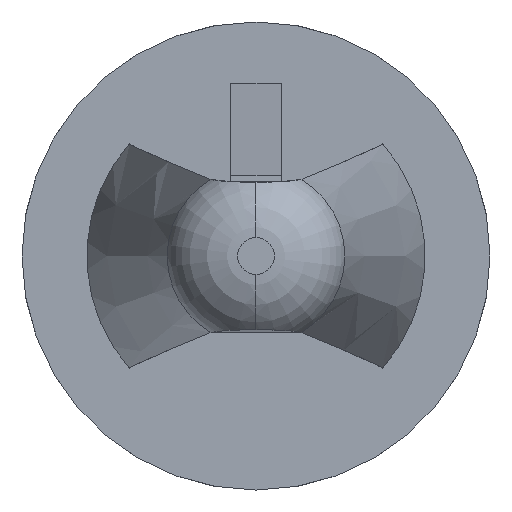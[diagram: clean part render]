
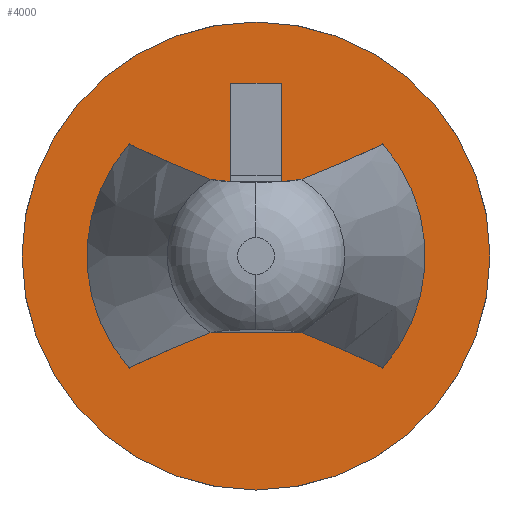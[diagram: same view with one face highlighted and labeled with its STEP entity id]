
A CAD part, left-side view. The second image highlights one B-rep face of the part: STEP entity #4000.
In plain terms, the highlighted planar face has unit normal (-1, 0, 0).
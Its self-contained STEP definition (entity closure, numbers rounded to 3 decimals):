
#26 = AXIS2_PLACEMENT_3D ( 'NONE', #3272, #758, #3699 ) ;
#47 = CARTESIAN_POINT ( 'NONE',  ( -90.141, 202.8, -1.399 ) ) ;
#109 = CARTESIAN_POINT ( 'NONE',  ( -90.141, 200.477, -1.169 ) ) ;
#271 = FACE_BOUND ( 'NONE', #4348, .T. ) ;
#442 = EDGE_CURVE ( 'NONE', #5429, #3368, #5383, .T. ) ;
#631 = CARTESIAN_POINT ( 'NONE',  ( -90.141, 202.646, 1.329 ) ) ;
#715 = CARTESIAN_POINT ( 'NONE',  ( -90.141, 200.526, 1.149 ) ) ;
#748 = ORIENTED_EDGE ( 'NONE', *, *, #442, .F. ) ;
#758 = DIRECTION ( 'NONE',  ( -1., 0., 0. ) ) ;
#779 = DIRECTION ( 'NONE',  ( -1., 0., 0. ) ) ;
#831 = CARTESIAN_POINT ( 'NONE',  ( -90.141, 201.375, 0. ) ) ;
#847 = EDGE_CURVE ( 'NONE', #5136, #5220, #2050, .T. ) ;
#960 = B_SPLINE_CURVE_WITH_KNOTS ( 'NONE', 3,
 ( #715, #3233, #4079, #1563, #4504, #1985, #4922 ),
 .UNSPECIFIED., .F., .F.,
 ( 4, 1, 1, 1, 4 ),
 ( 0.177, 0.185, 0.37, 0.685, 0.692 ),
 .UNSPECIFIED. ) ;
#1017 = DIRECTION ( 'NONE',  ( -1., 0., 0. ) ) ;
#1047 = CARTESIAN_POINT ( 'NONE',  ( -90.141, 202.456, 1.245 ) ) ;
#1341 = AXIS2_PLACEMENT_3D ( 'NONE', #2286, #1017, #3985 ) ;
#1349 = AXIS2_PLACEMENT_3D ( 'NONE', #3297, #779, #3730 ) ;
#1365 = CARTESIAN_POINT ( 'NONE',  ( -90.141, 199.946, -1.4 ) ) ;
#1386 = FACE_OUTER_BOUND ( 'NONE', #3427, .T. ) ;
#1409 = EDGE_CURVE ( 'NONE', #1981, #3886, #4970, .T. ) ;
#1481 = CARTESIAN_POINT ( 'NONE',  ( -90.141, 202.223, 1.149 ) ) ;
#1563 = CARTESIAN_POINT ( 'NONE',  ( -90.141, 200.251, 1.264 ) ) ;
#1574 = CARTESIAN_POINT ( 'NONE',  ( -90.141, 201.375, 3.25 ) ) ;
#1679 = PLANE ( 'NONE',  #2017 ) ;
#1719 = CARTESIAN_POINT ( 'NONE',  ( -90.141, 202.305, -1.181 ) ) ;
#1792 = CIRCLE ( 'NONE', #26, 1.428 ) ;
#1808 = CIRCLE ( 'NONE', #3948, 3.25 ) ;
#1826 = DIRECTION ( 'NONE',  ( -1., 0., 0. ) ) ;
#1877 = EDGE_CURVE ( 'NONE', #2005, #4507, #4417, .T. ) ;
#1969 = CARTESIAN_POINT ( 'NONE',  ( -90.141, 199.946, -1.4 ) ) ;
#1971 = AXIS2_PLACEMENT_3D ( 'NONE', #2007, #4935, #2433 ) ;
#1981 = VERTEX_POINT ( 'NONE', #2087 ) ;
#1985 = CARTESIAN_POINT ( 'NONE',  ( -90.141, 199.949, 1.399 ) ) ;
#2005 = VERTEX_POINT ( 'NONE', #5474 ) ;
#2007 = CARTESIAN_POINT ( 'NONE',  ( -90.141, 201.375, 0. ) ) ;
#2017 = AXIS2_PLACEMENT_3D ( 'NONE', #831, #4607, #2104 ) ;
#2050 = B_SPLINE_CURVE_WITH_KNOTS ( 'NONE', 3,
 ( #2591, #2162, #1719, #5110, #3016, #47, #3426 ),
 .UNSPECIFIED., .F., .F.,
 ( 4, 1, 1, 1, 4 ),
 ( 0.177, 0.185, 0.37, 0.685, 0.692 ),
 .UNSPECIFIED. ) ;
#2087 = CARTESIAN_POINT ( 'NONE',  ( -90.141, 200.526, -1.149 ) ) ;
#2104 = DIRECTION ( 'NONE',  ( 0., 0., -1. ) ) ;
#2115 = CARTESIAN_POINT ( 'NONE',  ( -90.141, 202.223, 1.149 ) ) ;
#2137 = ORIENTED_EDGE ( 'NONE', *, *, #847, .T. ) ;
#2147 = CARTESIAN_POINT ( 'NONE',  ( -90.141, 201.375, -3.25 ) ) ;
#2162 = CARTESIAN_POINT ( 'NONE',  ( -90.141, 202.226, -1.15 ) ) ;
#2183 = EDGE_CURVE ( 'NONE', #2606, #3445, #1808, .T. ) ;
#2194 = ORIENTED_EDGE ( 'NONE', *, *, #2654, .F. ) ;
#2280 = ORIENTED_EDGE ( 'NONE', *, *, #3849, .T. ) ;
#2285 = DIRECTION ( 'NONE',  ( -1., 0., 0. ) ) ;
#2286 = CARTESIAN_POINT ( 'NONE',  ( -90.141, 201.375, 0. ) ) ;
#2433 = DIRECTION ( 'NONE',  ( 0., 0., 1. ) ) ;
#2591 = CARTESIAN_POINT ( 'NONE',  ( -90.141, 202.223, -1.149 ) ) ;
#2606 = VERTEX_POINT ( 'NONE', #1574 ) ;
#2653 = CARTESIAN_POINT ( 'NONE',  ( -90.141, 200.293, -1.245 ) ) ;
#2654 = EDGE_CURVE ( 'NONE', #2005, #5220, #3843, .T. ) ;
#2721 = CIRCLE ( 'NONE', #1971, 3.25 ) ;
#2750 = CARTESIAN_POINT ( 'NONE',  ( -90.141, 202.788, 1.393 ) ) ;
#2868 = CARTESIAN_POINT ( 'NONE',  ( -90.141, 200.526, 1.149 ) ) ;
#2981 = ORIENTED_EDGE ( 'NONE', *, *, #5456, .T. ) ;
#3016 = CARTESIAN_POINT ( 'NONE',  ( -90.141, 202.684, -1.346 ) ) ;
#3037 = ORIENTED_EDGE ( 'NONE', *, *, #1877, .T. ) ;
#3055 = CARTESIAN_POINT ( 'NONE',  ( -90.141, 199.962, -1.393 ) ) ;
#3070 = CARTESIAN_POINT ( 'NONE',  ( -90.141, 200.526, -1.149 ) ) ;
#3107 = ORIENTED_EDGE ( 'NONE', *, *, #1409, .T. ) ;
#3129 = ORIENTED_EDGE ( 'NONE', *, *, #2183, .T. ) ;
#3233 = CARTESIAN_POINT ( 'NONE',  ( -90.141, 200.523, 1.15 ) ) ;
#3272 = CARTESIAN_POINT ( 'NONE',  ( -90.141, 201.375, 0. ) ) ;
#3297 = CARTESIAN_POINT ( 'NONE',  ( -90.141, 201.375, 0. ) ) ;
#3315 = CARTESIAN_POINT ( 'NONE',  ( -90.141, 199.946, 1.4 ) ) ;
#3368 = VERTEX_POINT ( 'NONE', #3315 ) ;
#3426 = CARTESIAN_POINT ( 'NONE',  ( -90.141, 202.803, -1.4 ) ) ;
#3427 = EDGE_LOOP ( 'NONE', ( #3129, #3659 ) ) ;
#3445 = VERTEX_POINT ( 'NONE', #2147 ) ;
#3496 = FACE_BOUND ( 'NONE', #3581, .T. ) ;
#3577 = CARTESIAN_POINT ( 'NONE',  ( -90.141, 202.803, 1.4 ) ) ;
#3581 = EDGE_LOOP ( 'NONE', ( #5168, #3107, #2981, #748 ) ) ;
#3659 = ORIENTED_EDGE ( 'NONE', *, *, #4326, .T. ) ;
#3699 = DIRECTION ( 'NONE',  ( 0., 0., 1. ) ) ;
#3730 = DIRECTION ( 'NONE',  ( 0., 0., 1. ) ) ;
#3771 = B_SPLINE_CURVE_WITH_KNOTS ( 'NONE', 3,
 ( #1365, #3055, #5175, #2653, #109, #3070 ),
 .UNSPECIFIED., .F., .F.,
 ( 4, 1, 1, 4 ),
 ( 0.308, 0.351, 0.701, 0.823 ),
 .UNSPECIFIED. ) ;
#3843 = CIRCLE ( 'NONE', #1349, 2. ) ;
#3849 = EDGE_CURVE ( 'NONE', #4507, #5136, #1792, .T. ) ;
#3886 = VERTEX_POINT ( 'NONE', #2868 ) ;
#3948 = AXIS2_PLACEMENT_3D ( 'NONE', #4786, #2285, #5217 ) ;
#3985 = DIRECTION ( 'NONE',  ( 0., 0., 1. ) ) ;
#4000 = ADVANCED_FACE ( 'NONE', ( #3496, #271, #1386 ), #1679, .F. ) ;
#4002 = CARTESIAN_POINT ( 'NONE',  ( -90.141, 202.272, 1.169 ) ) ;
#4079 = CARTESIAN_POINT ( 'NONE',  ( -90.141, 200.445, 1.181 ) ) ;
#4133 = EDGE_CURVE ( 'NONE', #5429, #1981, #3771, .T. ) ;
#4326 = EDGE_CURVE ( 'NONE', #3445, #2606, #2721, .T. ) ;
#4334 = CARTESIAN_POINT ( 'NONE',  ( -90.141, 201.375, 0. ) ) ;
#4348 = EDGE_LOOP ( 'NONE', ( #2280, #2137, #2194, #3037 ) ) ;
#4417 = B_SPLINE_CURVE_WITH_KNOTS ( 'NONE', 3,
 ( #3577, #2750, #631, #1047, #4002, #1481 ),
 .UNSPECIFIED., .F., .F.,
 ( 4, 1, 1, 4 ),
 ( 0.308, 0.351, 0.701, 0.823 ),
 .UNSPECIFIED. ) ;
#4457 = AXIS2_PLACEMENT_3D ( 'NONE', #4334, #1826, #4771 ) ;
#4504 = CARTESIAN_POINT ( 'NONE',  ( -90.141, 200.065, 1.346 ) ) ;
#4507 = VERTEX_POINT ( 'NONE', #2115 ) ;
#4593 = CARTESIAN_POINT ( 'NONE',  ( -90.141, 202.223, -1.149 ) ) ;
#4607 = DIRECTION ( 'NONE',  ( 1., 0., 0. ) ) ;
#4771 = DIRECTION ( 'NONE',  ( 0., 0., 1. ) ) ;
#4786 = CARTESIAN_POINT ( 'NONE',  ( -90.141, 201.375, 0. ) ) ;
#4922 = CARTESIAN_POINT ( 'NONE',  ( -90.141, 199.946, 1.4 ) ) ;
#4935 = DIRECTION ( 'NONE',  ( -1., 0., 0. ) ) ;
#4970 = CIRCLE ( 'NONE', #1341, 1.428 ) ;
#5062 = CARTESIAN_POINT ( 'NONE',  ( -90.141, 202.803, -1.4 ) ) ;
#5110 = CARTESIAN_POINT ( 'NONE',  ( -90.141, 202.498, -1.264 ) ) ;
#5136 = VERTEX_POINT ( 'NONE', #4593 ) ;
#5168 = ORIENTED_EDGE ( 'NONE', *, *, #4133, .T. ) ;
#5175 = CARTESIAN_POINT ( 'NONE',  ( -90.141, 200.103, -1.329 ) ) ;
#5217 = DIRECTION ( 'NONE',  ( 0., 0., 1. ) ) ;
#5220 = VERTEX_POINT ( 'NONE', #5062 ) ;
#5383 = CIRCLE ( 'NONE', #4457, 2. ) ;
#5429 = VERTEX_POINT ( 'NONE', #1969 ) ;
#5456 = EDGE_CURVE ( 'NONE', #3886, #3368, #960, .T. ) ;
#5474 = CARTESIAN_POINT ( 'NONE',  ( -90.141, 202.803, 1.4 ) ) ;
